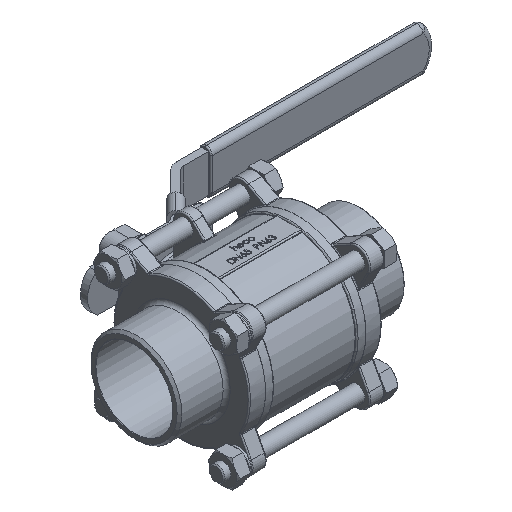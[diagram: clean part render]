
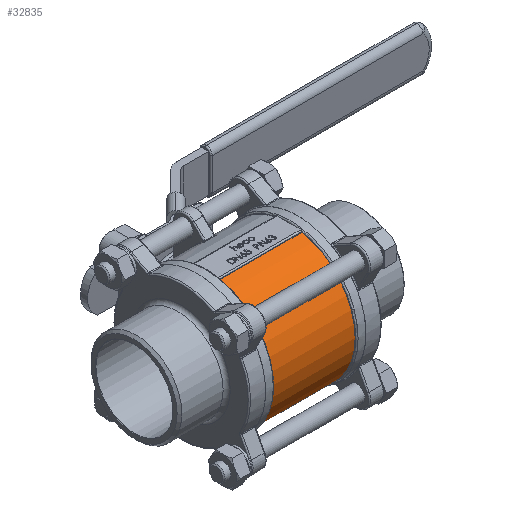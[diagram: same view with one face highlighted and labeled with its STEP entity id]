
A CAD part, isometric view. The second image highlights one B-rep face of the part: STEP entity #32835.
In plain terms, the highlighted cylindrical face has radius 55.5 mm (diameter 111 mm), a partial arc.
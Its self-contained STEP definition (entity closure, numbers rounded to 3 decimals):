
#61 = EDGE_CURVE ( 'NONE', #49663, #25605, #3526, .T. ) ;
#62 = EDGE_CURVE ( 'NONE', #49663, #7696, #8840, .T. ) ;
#63 = EDGE_CURVE ( 'NONE', #7697, #25605, #8839, .T. ) ;
#3526 = CIRCLE ( 'NONE', #3527, 55.5 ) ;
#3527 = AXIS2_PLACEMENT_3D ( 'NONE', #8841, #8842, #8843 ) ;
#3529 = VECTOR ( 'NONE', #8845, 1000. ) ;
#3531 = VECTOR ( 'NONE', #8847, 1000. ) ;
#4087 = CIRCLE ( 'NONE', #4093, 55.5 ) ;
#4093 = AXIS2_PLACEMENT_3D ( 'NONE', #14387, #14389, #14392 ) ;
#7696 = VERTEX_POINT ( 'NONE', #14251 ) ;
#7697 = VERTEX_POINT ( 'NONE', #14253 ) ;
#8810 = CARTESIAN_POINT ( 'NONE',  ( 34.5, -11.064, -54.386 ) ) ;
#8839 = LINE ( 'NONE', #8846, #3531 ) ;
#8840 = LINE ( 'NONE', #8810, #3529 ) ;
#8841 = CARTESIAN_POINT ( 'NONE',  ( -34.5, 0., 0. ) ) ;
#8842 = DIRECTION ( 'NONE',  ( -1., 0., 0. ) ) ;
#8843 = DIRECTION ( 'NONE',  ( 0., 0., 1. ) ) ;
#8845 = DIRECTION ( 'NONE',  ( 1., 0., 0. ) ) ;
#8846 = CARTESIAN_POINT ( 'NONE',  ( 34.5, -11.064, 54.386 ) ) ;
#8847 = DIRECTION ( 'NONE',  ( -1., 0., 0. ) ) ;
#14251 = CARTESIAN_POINT ( 'NONE',  ( 34.5, -11.064, -54.386 ) ) ;
#14253 = CARTESIAN_POINT ( 'NONE',  ( 34.5, -11.064, 54.386 ) ) ;
#14387 = CARTESIAN_POINT ( 'NONE',  ( 34.5, 0., 0. ) ) ;
#14389 = DIRECTION ( 'NONE',  ( 1., 0., 0. ) ) ;
#14392 = DIRECTION ( 'NONE',  ( 0., 0., -1. ) ) ;
#20194 = CARTESIAN_POINT ( 'NONE',  ( -34.5, -11.064, -54.386 ) ) ;
#25605 = VERTEX_POINT ( 'NONE', #47733 ) ;
#30318 = ORIENTED_EDGE ( 'NONE', *, *, #61, .F. ) ;
#30319 = ORIENTED_EDGE ( 'NONE', *, *, #62, .T. ) ;
#30320 = ORIENTED_EDGE ( 'NONE', *, *, #36839, .F. ) ;
#30321 = ORIENTED_EDGE ( 'NONE', *, *, #63, .T. ) ;
#32835 = ADVANCED_FACE ( 'NONE', ( #52915 ), #52914, .T. ) ;
#34854 = EDGE_LOOP ( 'NONE', ( #30318, #30319, #30320, #30321 ) ) ;
#36839 = EDGE_CURVE ( 'NONE', #7697, #7696, #4087, .T. ) ;
#45949 = AXIS2_PLACEMENT_3D ( 'NONE', #52913, #52932, #52933 ) ;
#47733 = CARTESIAN_POINT ( 'NONE',  ( -34.5, -11.064, 54.386 ) ) ;
#49663 = VERTEX_POINT ( 'NONE', #20194 ) ;
#52913 = CARTESIAN_POINT ( 'NONE',  ( 34.5, 0., 0. ) ) ;
#52914 = CYLINDRICAL_SURFACE ( 'NONE', #45949, 55.5 ) ;
#52915 = FACE_OUTER_BOUND ( 'NONE', #34854, .T. ) ;
#52932 = DIRECTION ( 'NONE',  ( -1., 0., 0. ) ) ;
#52933 = DIRECTION ( 'NONE',  ( 0., 0., 1. ) ) ;
